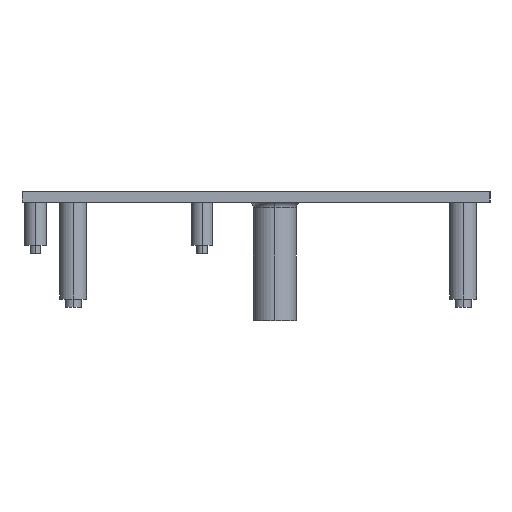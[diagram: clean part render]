
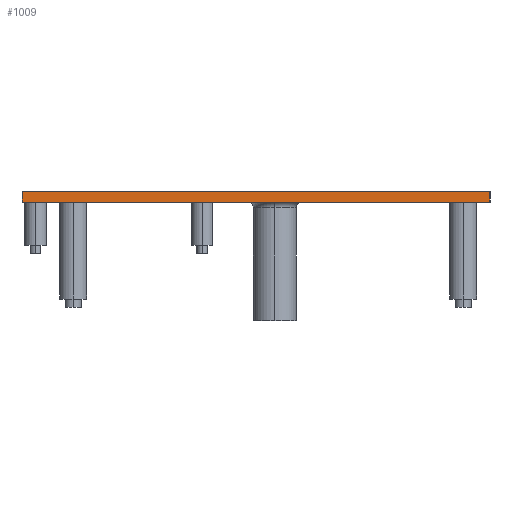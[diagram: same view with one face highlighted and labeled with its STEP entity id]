
A CAD part, left-side view. The second image highlights one B-rep face of the part: STEP entity #1009.
In plain terms, the highlighted planar face has unit normal (-1, 0, 0).
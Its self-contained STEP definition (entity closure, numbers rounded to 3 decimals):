
#236 = VERTEX_POINT ( 'NONE', #1129 ) ;
#763 = EDGE_LOOP ( 'NONE', ( #1522, #3139, #1267, #6476 ) ) ;
#1009 = ADVANCED_FACE ( 'NONE', ( #3453 ), #4931, .F. ) ;
#1076 = EDGE_CURVE ( 'NONE', #3710, #236, #6801, .T. ) ;
#1129 = CARTESIAN_POINT ( 'NONE',  ( 0., 87., 0. ) ) ;
#1267 = ORIENTED_EDGE ( 'NONE', *, *, #2521, .F. ) ;
#1522 = ORIENTED_EDGE ( 'NONE', *, *, #6004, .T. ) ;
#2311 = CARTESIAN_POINT ( 'NONE',  ( 0., 0., 2. ) ) ;
#2521 = EDGE_CURVE ( 'NONE', #3710, #5979, #3024, .T. ) ;
#2754 = CARTESIAN_POINT ( 'NONE',  ( 0., 0., 2. ) ) ;
#2855 = VECTOR ( 'NONE', #6294, 1000. ) ;
#3024 = LINE ( 'NONE', #2754, #5436 ) ;
#3058 = CARTESIAN_POINT ( 'NONE',  ( 0., 0., 2. ) ) ;
#3139 = ORIENTED_EDGE ( 'NONE', *, *, #5205, .F. ) ;
#3256 = DIRECTION ( 'NONE',  ( 0., -1., 0. ) ) ;
#3294 = AXIS2_PLACEMENT_3D ( 'NONE', #2311, #5467, #6000 ) ;
#3453 = FACE_OUTER_BOUND ( 'NONE', #763, .T. ) ;
#3603 = CARTESIAN_POINT ( 'NONE',  ( 0., 0., 0. ) ) ;
#3685 = LINE ( 'NONE', #3058, #3860 ) ;
#3710 = VERTEX_POINT ( 'NONE', #4167 ) ;
#3860 = VECTOR ( 'NONE', #4666, 1000. ) ;
#4067 = CARTESIAN_POINT ( 'NONE',  ( 0., 0., 2. ) ) ;
#4167 = CARTESIAN_POINT ( 'NONE',  ( 0., 87., 2. ) ) ;
#4273 = VERTEX_POINT ( 'NONE', #6386 ) ;
#4666 = DIRECTION ( 'NONE',  ( 0., 0., -1. ) ) ;
#4931 = PLANE ( 'NONE',  #3294 ) ;
#5205 = EDGE_CURVE ( 'NONE', #5979, #4273, #3685, .T. ) ;
#5436 = VECTOR ( 'NONE', #3256, 1000. ) ;
#5467 = DIRECTION ( 'NONE',  ( 1., 0., 0. ) ) ;
#5669 = CARTESIAN_POINT ( 'NONE',  ( 0., 87., 2. ) ) ;
#5846 = LINE ( 'NONE', #3603, #2855 ) ;
#5979 = VERTEX_POINT ( 'NONE', #4067 ) ;
#6000 = DIRECTION ( 'NONE',  ( 0., 0., -1. ) ) ;
#6004 = EDGE_CURVE ( 'NONE', #236, #4273, #5846, .T. ) ;
#6294 = DIRECTION ( 'NONE',  ( 0., -1., 0. ) ) ;
#6386 = CARTESIAN_POINT ( 'NONE',  ( 0., 0., 0. ) ) ;
#6388 = VECTOR ( 'NONE', #6708, 1000. ) ;
#6476 = ORIENTED_EDGE ( 'NONE', *, *, #1076, .T. ) ;
#6708 = DIRECTION ( 'NONE',  ( 0., 0., -1. ) ) ;
#6801 = LINE ( 'NONE', #5669, #6388 ) ;
